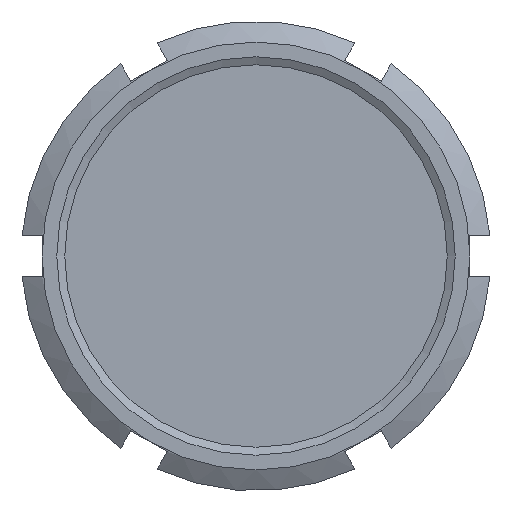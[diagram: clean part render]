
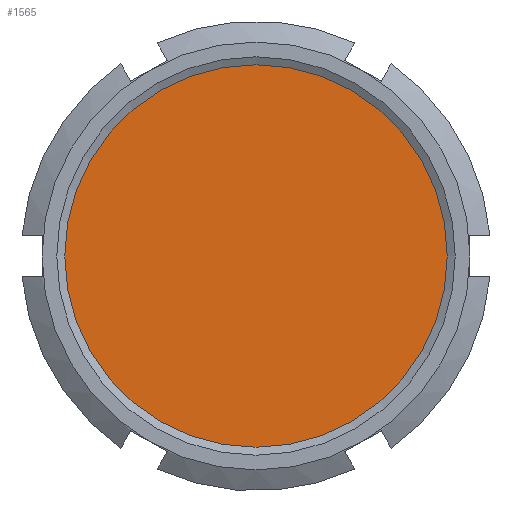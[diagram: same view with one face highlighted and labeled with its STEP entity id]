
A CAD part, left-side view. The second image highlights one B-rep face of the part: STEP entity #1565.
In plain terms, the highlighted planar face has unit normal (-1, 0, 0).
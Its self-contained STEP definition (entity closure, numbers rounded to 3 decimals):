
#1549=CARTESIAN_POINT('',(-4.5,23.95,0.0));
#1550=DIRECTION('',(-1.0,0.0,0.0));
#1551=DIRECTION('',(0.0,0.0,1.0));
#1552=AXIS2_PLACEMENT_3D('',#1549,#1550,#1551);
#1553=PLANE('',#1552);
#1554=CARTESIAN_POINT('',(-4.5,47.9,0.0));
#1555=VERTEX_POINT('',#1554);
#1556=CARTESIAN_POINT('',(-4.5,0.0,0.0));
#1557=DIRECTION('',(1.0,0.0,0.0));
#1558=DIRECTION('',(0.0,1.0,0.0));
#1559=AXIS2_PLACEMENT_3D('',#1556,#1557,#1558);
#1560=CIRCLE('',#1559,47.9);
#1561=EDGE_CURVE('',#1555,#1555,#1560,.T.);
#1562=ORIENTED_EDGE('',*,*,#1561,.F.);
#1563=EDGE_LOOP('',(#1562));
#1564=FACE_OUTER_BOUND('',#1563,.T.);
#1565=ADVANCED_FACE('',(#1564),#1553,.T.);
